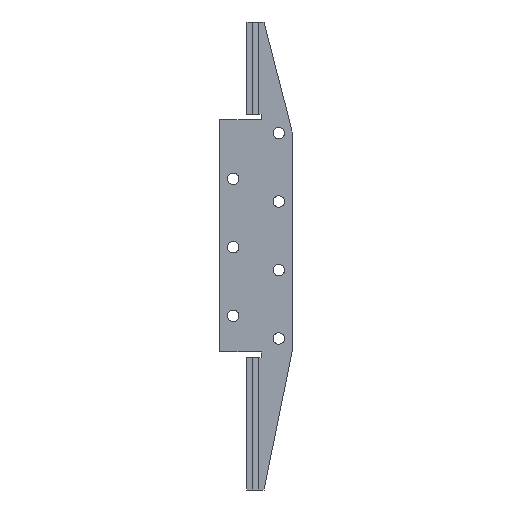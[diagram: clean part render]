
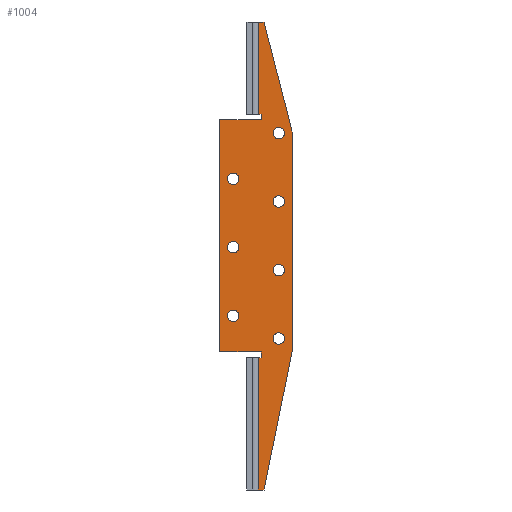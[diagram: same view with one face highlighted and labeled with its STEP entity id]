
A CAD part, front view. The second image highlights one B-rep face of the part: STEP entity #1004.
In plain terms, the highlighted planar face has unit normal (0, -1, 0).
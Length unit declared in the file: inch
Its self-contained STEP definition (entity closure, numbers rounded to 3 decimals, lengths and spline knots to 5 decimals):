
#46=FACE_BOUND('',#216,.T.);
#47=FACE_BOUND('',#217,.T.);
#48=FACE_BOUND('',#218,.T.);
#49=FACE_BOUND('',#219,.T.);
#50=FACE_BOUND('',#220,.T.);
#51=FACE_BOUND('',#221,.T.);
#52=FACE_BOUND('',#222,.T.);
#80=PLANE('',#1126);
#132=FACE_OUTER_BOUND('',#215,.T.);
#215=EDGE_LOOP('',(#907,#908,#909,#910,#911,#912,#913,#914,#915,#916,#917,
#918,#919,#920,#921));
#216=EDGE_LOOP('',(#922));
#217=EDGE_LOOP('',(#923));
#218=EDGE_LOOP('',(#924));
#219=EDGE_LOOP('',(#925));
#220=EDGE_LOOP('',(#926));
#221=EDGE_LOOP('',(#927));
#222=EDGE_LOOP('',(#928));
#250=LINE('',#1528,#336);
#266=LINE('',#1569,#352);
#267=LINE('',#1572,#353);
#271=LINE('',#1580,#357);
#284=LINE('',#1620,#370);
#286=LINE('',#1624,#372);
#288=LINE('',#1628,#374);
#297=LINE('',#1661,#383);
#299=LINE('',#1664,#385);
#301=LINE('',#1668,#387);
#303=LINE('',#1672,#389);
#306=LINE('',#1680,#392);
#307=LINE('',#1682,#393);
#308=LINE('',#1684,#394);
#336=VECTOR('',#1254,0.3937);
#352=VECTOR('',#1296,0.3937);
#353=VECTOR('',#1299,0.3937);
#357=VECTOR('',#1305,0.3937);
#370=VECTOR('',#1338,0.3937);
#372=VECTOR('',#1342,0.3937);
#374=VECTOR('',#1346,0.3937);
#383=VECTOR('',#1385,0.3937);
#385=VECTOR('',#1389,0.3937);
#387=VECTOR('',#1393,0.3937);
#389=VECTOR('',#1397,0.3937);
#392=VECTOR('',#1406,0.3937);
#393=VECTOR('',#1409,0.3937);
#394=VECTOR('',#1412,0.3937);
#435=CIRCLE('',#1104,0.125);
#436=CIRCLE('',#1106,0.125);
#437=CIRCLE('',#1108,0.125);
#438=CIRCLE('',#1110,0.125);
#439=CIRCLE('',#1112,0.125);
#440=CIRCLE('',#1114,0.125);
#441=CIRCLE('',#1116,0.125);
#442=CIRCLE('',#1122,0.29167);
#476=VERTEX_POINT('',#1513);
#477=VERTEX_POINT('',#1517);
#488=VERTEX_POINT('',#1554);
#489=VERTEX_POINT('',#1558);
#491=VERTEX_POINT('',#1571);
#494=VERTEX_POINT('',#1579);
#511=VERTEX_POINT('',#1618);
#512=VERTEX_POINT('',#1622);
#513=VERTEX_POINT('',#1626);
#514=VERTEX_POINT('',#1630);
#515=VERTEX_POINT('',#1634);
#516=VERTEX_POINT('',#1638);
#517=VERTEX_POINT('',#1642);
#518=VERTEX_POINT('',#1646);
#519=VERTEX_POINT('',#1650);
#520=VERTEX_POINT('',#1654);
#521=VERTEX_POINT('',#1658);
#522=VERTEX_POINT('',#1660);
#523=VERTEX_POINT('',#1666);
#524=VERTEX_POINT('',#1670);
#525=VERTEX_POINT('',#1674);
#526=VERTEX_POINT('',#1678);
#582=EDGE_CURVE('',#476,#477,#250,.T.);
#602=EDGE_CURVE('',#488,#489,#266,.T.);
#603=EDGE_CURVE('',#491,#476,#267,.T.);
#607=EDGE_CURVE('',#494,#491,#271,.T.);
#628=EDGE_CURVE('',#489,#511,#284,.T.);
#630=EDGE_CURVE('',#511,#512,#286,.T.);
#632=EDGE_CURVE('',#513,#477,#288,.T.);
#633=EDGE_CURVE('',#514,#514,#435,.T.);
#635=EDGE_CURVE('',#515,#515,#436,.T.);
#637=EDGE_CURVE('',#516,#516,#437,.T.);
#639=EDGE_CURVE('',#517,#517,#438,.T.);
#641=EDGE_CURVE('',#518,#518,#439,.T.);
#643=EDGE_CURVE('',#519,#519,#440,.T.);
#645=EDGE_CURVE('',#520,#520,#441,.T.);
#648=EDGE_CURVE('',#521,#522,#297,.T.);
#650=EDGE_CURVE('',#521,#494,#299,.T.);
#652=EDGE_CURVE('',#523,#513,#301,.T.);
#654=EDGE_CURVE('',#524,#523,#303,.T.);
#656=EDGE_CURVE('',#525,#524,#442,.T.);
#658=EDGE_CURVE('',#526,#525,#306,.T.);
#659=EDGE_CURVE('',#488,#526,#307,.T.);
#660=EDGE_CURVE('',#522,#512,#308,.T.);
#907=ORIENTED_EDGE('',*,*,#603,.T.);
#908=ORIENTED_EDGE('',*,*,#582,.T.);
#909=ORIENTED_EDGE('',*,*,#632,.F.);
#910=ORIENTED_EDGE('',*,*,#652,.F.);
#911=ORIENTED_EDGE('',*,*,#654,.F.);
#912=ORIENTED_EDGE('',*,*,#656,.F.);
#913=ORIENTED_EDGE('',*,*,#658,.F.);
#914=ORIENTED_EDGE('',*,*,#659,.F.);
#915=ORIENTED_EDGE('',*,*,#602,.T.);
#916=ORIENTED_EDGE('',*,*,#628,.T.);
#917=ORIENTED_EDGE('',*,*,#630,.T.);
#918=ORIENTED_EDGE('',*,*,#660,.F.);
#919=ORIENTED_EDGE('',*,*,#648,.F.);
#920=ORIENTED_EDGE('',*,*,#650,.T.);
#921=ORIENTED_EDGE('',*,*,#607,.T.);
#922=ORIENTED_EDGE('',*,*,#633,.T.);
#923=ORIENTED_EDGE('',*,*,#635,.T.);
#924=ORIENTED_EDGE('',*,*,#637,.T.);
#925=ORIENTED_EDGE('',*,*,#639,.T.);
#926=ORIENTED_EDGE('',*,*,#641,.T.);
#927=ORIENTED_EDGE('',*,*,#643,.T.);
#928=ORIENTED_EDGE('',*,*,#645,.T.);
#1004=ADVANCED_FACE('',(#132,#46,#47,#48,#49,#50,#51,#52),#80,.F.);
#1104=AXIS2_PLACEMENT_3D('',#1631,#1349,#1350);
#1106=AXIS2_PLACEMENT_3D('',#1635,#1354,#1355);
#1108=AXIS2_PLACEMENT_3D('',#1639,#1359,#1360);
#1110=AXIS2_PLACEMENT_3D('',#1643,#1364,#1365);
#1112=AXIS2_PLACEMENT_3D('',#1647,#1369,#1370);
#1114=AXIS2_PLACEMENT_3D('',#1651,#1374,#1375);
#1116=AXIS2_PLACEMENT_3D('',#1655,#1379,#1380);
#1122=AXIS2_PLACEMENT_3D('',#1676,#1401,#1402);
#1126=AXIS2_PLACEMENT_3D('',#1685,#1413,#1414);
#1254=DIRECTION('',(0.,0.,-1.));
#1296=DIRECTION('',(0.,0.,-1.));
#1299=DIRECTION('',(-1.,0.,0.));
#1305=DIRECTION('',(0.,0.,-1.));
#1338=DIRECTION('',(1.,0.,0.));
#1342=DIRECTION('',(0.,0.,-1.));
#1346=DIRECTION('',(-1.,0.,0.));
#1349=DIRECTION('center_axis',(0.,1.,0.));
#1350=DIRECTION('ref_axis',(1.,0.,0.));
#1354=DIRECTION('center_axis',(0.,1.,0.));
#1355=DIRECTION('ref_axis',(1.,0.,0.));
#1359=DIRECTION('center_axis',(0.,1.,0.));
#1360=DIRECTION('ref_axis',(1.,0.,0.));
#1364=DIRECTION('center_axis',(0.,1.,0.));
#1365=DIRECTION('ref_axis',(1.,0.,0.));
#1369=DIRECTION('center_axis',(0.,1.,0.));
#1370=DIRECTION('ref_axis',(1.,0.,0.));
#1374=DIRECTION('center_axis',(0.,1.,0.));
#1375=DIRECTION('ref_axis',(1.,0.,0.));
#1379=DIRECTION('center_axis',(0.,1.,0.));
#1380=DIRECTION('ref_axis',(1.,0.,0.));
#1385=DIRECTION('',(0.,0.,1.));
#1389=DIRECTION('',(1.,0.,0.));
#1393=DIRECTION('',(-0.199,0.,-0.98));
#1397=DIRECTION('',(0.,0.,-1.));
#1401=DIRECTION('center_axis',(0.,1.,0.));
#1402=DIRECTION('ref_axis',(-1.,0.,0.));
#1406=DIRECTION('',(0.249,0.,-0.969));
#1409=DIRECTION('',(1.,0.,0.));
#1412=DIRECTION('',(1.,0.,0.));
#1413=DIRECTION('center_axis',(0.,1.,0.));
#1414=DIRECTION('ref_axis',(0.,0.,1.));
#1513=CARTESIAN_POINT('',(0.25,0.,-7.35052));
#1517=CARTESIAN_POINT('',(0.25,0.,-10.25));
#1528=CARTESIAN_POINT('',(0.25,0.,-7.67413));
#1554=CARTESIAN_POINT('',(0.25,0.,0.));
#1558=CARTESIAN_POINT('',(0.25,0.,-2.01718));
#1569=CARTESIAN_POINT('',(0.25,0.,-3.55772));
#1571=CARTESIAN_POINT('',(0.3125,0.,-7.35052));
#1572=CARTESIAN_POINT('',(0.11848,0.,-7.35052));
#1579=CARTESIAN_POINT('',(0.3125,0.,-7.22552));
#1580=CARTESIAN_POINT('',(0.3125,0.,-6.22439));
#1618=CARTESIAN_POINT('',(0.3125,0.,-2.01718));
#1620=CARTESIAN_POINT('',(0.27473,0.,-2.01718));
#1622=CARTESIAN_POINT('',(0.3125,0.,-2.14218));
#1624=CARTESIAN_POINT('',(0.3125,0.,-3.62022));
#1626=CARTESIAN_POINT('',(0.375,0.,-10.25));
#1628=CARTESIAN_POINT('',(0.375,0.,-10.25));
#1630=CARTESIAN_POINT('',(0.57347,0.,-6.93385));
#1631=CARTESIAN_POINT('Origin',(0.69847,0.,-6.93385));
#1634=CARTESIAN_POINT('',(0.57347,0.,-5.43385));
#1635=CARTESIAN_POINT('Origin',(0.69847,0.,-5.43385));
#1638=CARTESIAN_POINT('',(0.57347,0.,-3.93385));
#1639=CARTESIAN_POINT('Origin',(0.69847,0.,-3.93385));
#1642=CARTESIAN_POINT('',(-0.42653,0.,-6.43385));
#1643=CARTESIAN_POINT('Origin',(-0.30153,0.,-6.43385));
#1646=CARTESIAN_POINT('',(-0.42653,0.,-4.93385));
#1647=CARTESIAN_POINT('Origin',(-0.30153,0.,-4.93385));
#1650=CARTESIAN_POINT('',(-0.42653,0.,-3.43385));
#1651=CARTESIAN_POINT('Origin',(-0.30153,0.,-3.43385));
#1654=CARTESIAN_POINT('',(0.57347,0.,-2.43385));
#1655=CARTESIAN_POINT('Origin',(0.69847,0.,-2.43385));
#1658=CARTESIAN_POINT('',(-0.5932,0.,-7.22552));
#1660=CARTESIAN_POINT('',(-0.5932,0.,-2.14218));
#1661=CARTESIAN_POINT('',(-0.5932,0.,-7.22552));
#1664=CARTESIAN_POINT('',(0.27473,0.,-7.22552));
#1666=CARTESIAN_POINT('',(0.99014,0.,-7.22552));
#1668=CARTESIAN_POINT('',(0.99014,0.,-7.22552));
#1670=CARTESIAN_POINT('',(0.99014,0.,-2.43385));
#1672=CARTESIAN_POINT('',(0.99014,0.,-2.14218));
#1674=CARTESIAN_POINT('',(0.98098,0.,-2.36135));
#1676=CARTESIAN_POINT('Origin',(0.69847,0.,-2.43385));
#1678=CARTESIAN_POINT('',(0.375,0.,0.));
#1680=CARTESIAN_POINT('',(0.375,0.,0.));
#1682=CARTESIAN_POINT('',(0.,0.,0.));
#1684=CARTESIAN_POINT('',(-0.5932,0.,-2.14218));
#1685=CARTESIAN_POINT('Origin',(0.23696,0.,-5.09826));
